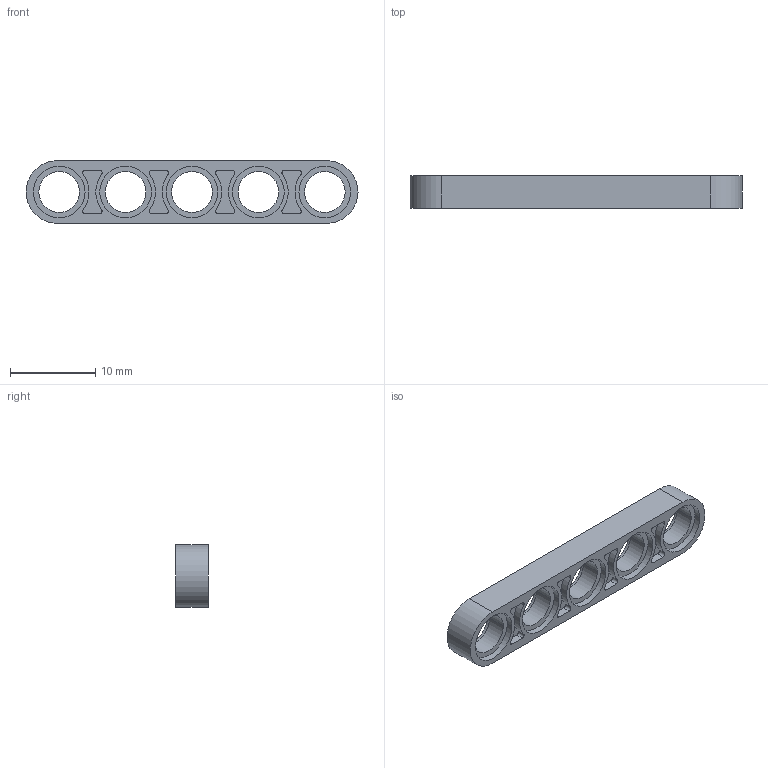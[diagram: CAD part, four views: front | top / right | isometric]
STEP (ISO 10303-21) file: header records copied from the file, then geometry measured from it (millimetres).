
FILE_DESCRIPTION((''),'1');
FILE_NAME('ARM_HOLES','2000-08-24T',('ujkopena'),(''),'PRO/ENGINEER BY PARAMETRIC TECHNOLOGY CORPORATION, 1999390','PRO/ENGINEER BY PARAMETRIC TECHNOLOGY CORPORATION, 1999390','');
FILE_SCHEMA(('CONFIG_CONTROL_DESIGN'));
Length unit declared in the file: metre
Products named in the file (1): ARM_HOLES
Bounding box: 39 x 3.86 x 7.36 mm (x, y, z)
Volume: 579 mm3; surface area: 1133.7 mm2
Topology: 1 solids, 1 shells, 118 faces, 294 edges, 196 vertices
Faces by surface type: cylinder 80, plane 38
Entity records: 3656 total; most frequent: DIRECTION 690, CARTESIAN_POINT 608, ORIENTED_EDGE 588, EDGE_CURVE 294, AXIS2_PLACEMENT_3D 278, VERTEX_POINT 196, CIRCLE 160, EDGE_LOOP 146
